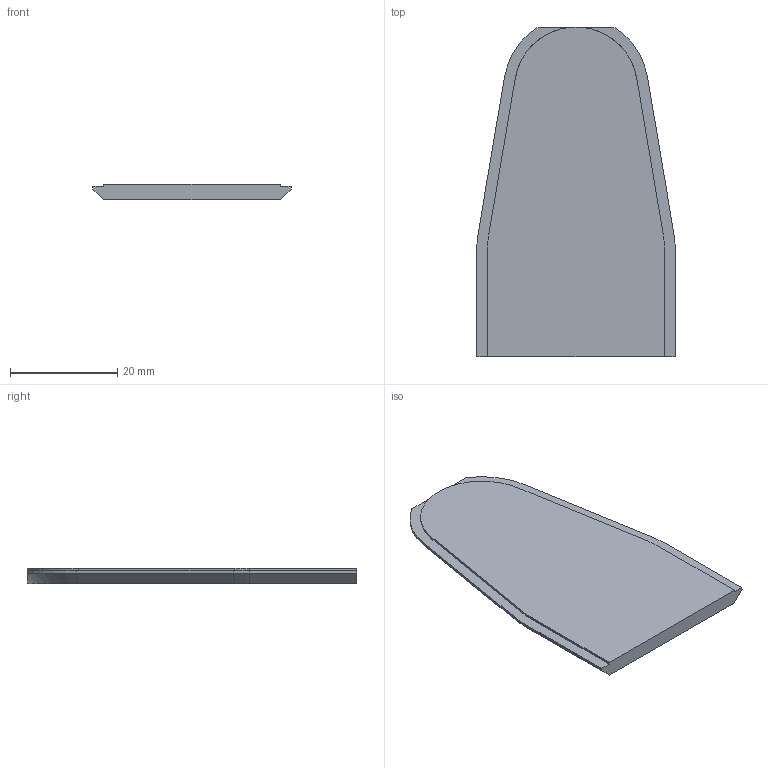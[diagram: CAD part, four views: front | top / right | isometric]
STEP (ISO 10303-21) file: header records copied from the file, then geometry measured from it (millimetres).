
FILE_DESCRIPTION(/* description */ (''),/* implementation_level */ '2;1');
FILE_NAME(/* name */ 'Dewey_Parametric FrontRearDoor.step',/* time_stamp */ '2026-01-27T00:30:30-07:00',/* author */ (''),/* organization */ (''),/* preprocessor_version */ 'ST-DEVELOPER v20.1',/* originating_system */ 'Autodesk Translation Framework v14.21.0.0',/* authorisation */ '');
FILE_SCHEMA (('AUTOMOTIVE_DESIGN { 1 0 10303 214 3 1 1 }'));
Length unit declared in the file: millimetre
Products named in the file (2): Parametric FrontRearDoor; OpenTrickler_FrontRearDoor
Assembly tree (1 placements, depth 2):
  Parametric FrontRearDoor
    OpenTrickler_FrontRearDoor
Bounding box: 37 x 61.5 x 2.9 mm (x, y, z)
Volume: 5315.6 mm3; surface area: 4391.4 mm2
Topology: 1 solids, 1 shells, 134 faces, 364 edges, 240 vertices
Faces by surface type: plane 68, bspline 54, cylinder 8, cone 4
Entity records: 4743 total; most frequent: CARTESIAN_POINT 1663, ORIENTED_EDGE 728, DIRECTION 441, EDGE_CURVE 364, VERTEX_POINT 240, LINE 233, VECTOR 233, EDGE_LOOP 142
